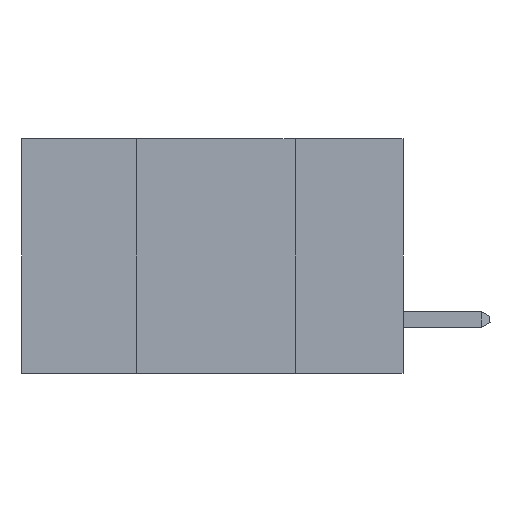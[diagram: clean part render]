
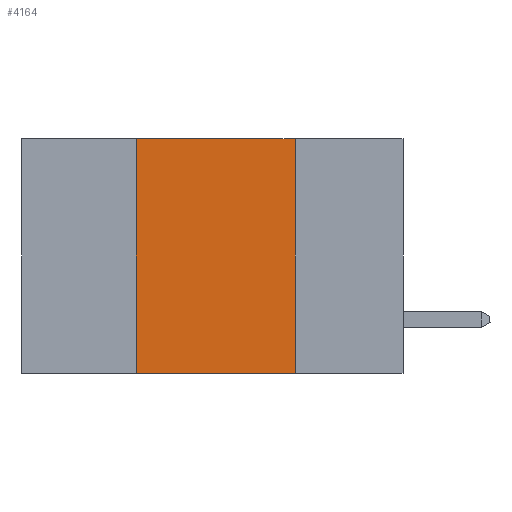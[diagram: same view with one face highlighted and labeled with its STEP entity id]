
A CAD part, left-side view. The second image highlights one B-rep face of the part: STEP entity #4164.
In plain terms, the highlighted planar face has unit normal (-1, 0, 0).
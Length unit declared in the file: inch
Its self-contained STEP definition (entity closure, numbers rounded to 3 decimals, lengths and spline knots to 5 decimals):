
#901 = VECTOR ( 'NONE', #5181, 39.37008 ) ;
#1074 = LINE ( 'NONE', #8681, #19463 ) ;
#1083 = LINE ( 'NONE', #21560, #19756 ) ;
#3099 = EDGE_CURVE ( 'NONE', #14026, #17400, #9837, .T. ) ;
#3801 = DIRECTION ( 'NONE',  ( 0., 0., 1. ) ) ;
#4164 = ADVANCED_FACE ( 'NONE', ( #13865 ), #9002, .F. ) ;
#5172 = DIRECTION ( 'NONE',  ( 1., 0., 0. ) ) ;
#5181 = DIRECTION ( 'NONE',  ( 0., -1., 0. ) ) ;
#6453 = ORIENTED_EDGE ( 'NONE', *, *, #19556, .F. ) ;
#6466 = CARTESIAN_POINT ( 'NONE',  ( 0., 0.42, 0. ) ) ;
#8681 = CARTESIAN_POINT ( 'NONE',  ( 0., 0.17, 0. ) ) ;
#8830 = DIRECTION ( 'NONE',  ( 0., 0., -1. ) ) ;
#9002 = PLANE ( 'NONE',  #15024 ) ;
#9123 = EDGE_CURVE ( 'NONE', #17400, #21350, #1074, .T. ) ;
#9837 = LINE ( 'NONE', #17612, #901 ) ;
#10002 = LINE ( 'NONE', #12265, #13886 ) ;
#10701 = CARTESIAN_POINT ( 'NONE',  ( 0., 0.6, 0. ) ) ;
#10803 = VERTEX_POINT ( 'NONE', #10816 ) ;
#10816 = CARTESIAN_POINT ( 'NONE',  ( 0., 0.42, -0.37 ) ) ;
#11839 = CARTESIAN_POINT ( 'NONE',  ( 0., 0.17, 0. ) ) ;
#12265 = CARTESIAN_POINT ( 'NONE',  ( 0., 0.6, -0.37 ) ) ;
#13865 = FACE_OUTER_BOUND ( 'NONE', #17214, .T. ) ;
#13886 = VECTOR ( 'NONE', #21182, 39.37008 ) ;
#14026 = VERTEX_POINT ( 'NONE', #6466 ) ;
#14256 = EDGE_CURVE ( 'NONE', #10803, #21350, #10002, .T. ) ;
#15024 = AXIS2_PLACEMENT_3D ( 'NONE', #10701, #5172, #23079 ) ;
#17214 = EDGE_LOOP ( 'NONE', ( #21542, #18370, #6453, #17568 ) ) ;
#17400 = VERTEX_POINT ( 'NONE', #11839 ) ;
#17568 = ORIENTED_EDGE ( 'NONE', *, *, #14256, .T. ) ;
#17612 = CARTESIAN_POINT ( 'NONE',  ( 0., 0.6, 0. ) ) ;
#17931 = CARTESIAN_POINT ( 'NONE',  ( 0., 0.17, -0.37 ) ) ;
#18370 = ORIENTED_EDGE ( 'NONE', *, *, #3099, .F. ) ;
#19463 = VECTOR ( 'NONE', #8830, 39.37008 ) ;
#19556 = EDGE_CURVE ( 'NONE', #10803, #14026, #1083, .T. ) ;
#19756 = VECTOR ( 'NONE', #3801, 39.37008 ) ;
#21182 = DIRECTION ( 'NONE',  ( 0., -1., 0. ) ) ;
#21350 = VERTEX_POINT ( 'NONE', #17931 ) ;
#21542 = ORIENTED_EDGE ( 'NONE', *, *, #9123, .F. ) ;
#21560 = CARTESIAN_POINT ( 'NONE',  ( 0., 0.42, 0. ) ) ;
#23079 = DIRECTION ( 'NONE',  ( 0., 0., -1. ) ) ;
